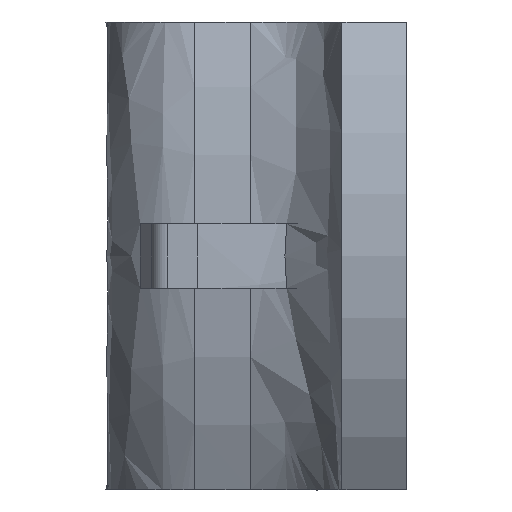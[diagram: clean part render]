
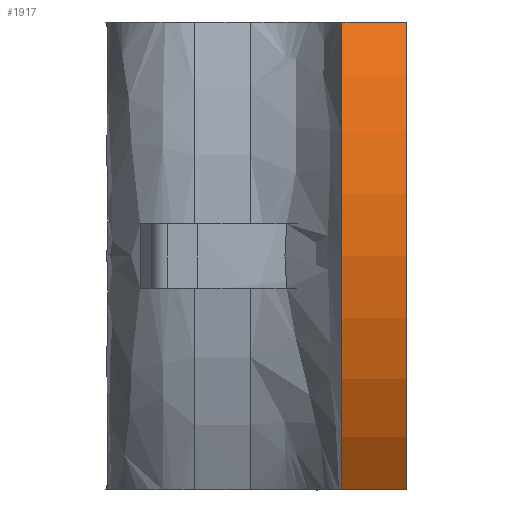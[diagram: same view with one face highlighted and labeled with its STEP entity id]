
A CAD part, left-side view. The second image highlights one B-rep face of the part: STEP entity #1917.
In plain terms, the highlighted cylindrical face has radius 9.525 mm (diameter 19.05 mm), a partial arc.
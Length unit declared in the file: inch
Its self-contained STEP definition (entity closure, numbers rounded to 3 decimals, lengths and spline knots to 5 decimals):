
#21 = ORIENTED_EDGE ( 'NONE', *, *, #740, .T. ) ;
#27 = EDGE_CURVE ( 'NONE', #1220, #1303, #2038, .T. ) ;
#33 = DIRECTION ( 'NONE',  ( 0., -1., 0. ) ) ;
#99 = AXIS2_PLACEMENT_3D ( 'NONE', #1888, #958, #1143 ) ;
#210 = DIRECTION ( 'NONE',  ( 0., -1., 0. ) ) ;
#214 = EDGE_CURVE ( 'NONE', #1551, #1303, #2321, .T. ) ;
#272 = LINE ( 'NONE', #1090, #1013 ) ;
#365 = AXIS2_PLACEMENT_3D ( 'NONE', #1666, #33, #1449 ) ;
#514 = ORIENTED_EDGE ( 'NONE', *, *, #1873, .F. ) ;
#590 = DIRECTION ( 'NONE',  ( 0., -1., 0. ) ) ;
#666 = CARTESIAN_POINT ( 'NONE',  ( -1.08591, 0.06, -0.219 ) ) ;
#689 = CARTESIAN_POINT ( 'NONE',  ( -1.08591, 0.06, 0.219 ) ) ;
#740 = EDGE_CURVE ( 'NONE', #1220, #1722, #272, .T. ) ;
#939 = CARTESIAN_POINT ( 'NONE',  ( -1.08591, 0., -0.219 ) ) ;
#958 = DIRECTION ( 'NONE',  ( 0., 1., 0. ) ) ;
#1013 = VECTOR ( 'NONE', #210, 39.37008 ) ;
#1090 = CARTESIAN_POINT ( 'NONE',  ( -1.08591, 0.281, -0.219 ) ) ;
#1139 = ORIENTED_EDGE ( 'NONE', *, *, #27, .F. ) ;
#1142 = ORIENTED_EDGE ( 'NONE', *, *, #214, .T. ) ;
#1143 = DIRECTION ( 'NONE',  ( 0., 0., -1. ) ) ;
#1212 = CIRCLE ( 'NONE', #365, 0.375 ) ;
#1220 = VERTEX_POINT ( 'NONE', #666 ) ;
#1303 = VERTEX_POINT ( 'NONE', #689 ) ;
#1370 = DIRECTION ( 'NONE',  ( 0., 1., 0. ) ) ;
#1449 = DIRECTION ( 'NONE',  ( 0., 0., -1. ) ) ;
#1481 = CARTESIAN_POINT ( 'NONE',  ( -0.7815, 0.281, 0. ) ) ;
#1530 = VECTOR ( 'NONE', #1370, 39.37008 ) ;
#1540 = EDGE_LOOP ( 'NONE', ( #514, #1142, #1139, #21 ) ) ;
#1551 = VERTEX_POINT ( 'NONE', #2346 ) ;
#1666 = CARTESIAN_POINT ( 'NONE',  ( -0.7815, 0., 0. ) ) ;
#1668 = AXIS2_PLACEMENT_3D ( 'NONE', #1481, #590, #2054 ) ;
#1706 = FACE_OUTER_BOUND ( 'NONE', #1540, .T. ) ;
#1722 = VERTEX_POINT ( 'NONE', #939 ) ;
#1873 = EDGE_CURVE ( 'NONE', #1551, #1722, #1212, .T. ) ;
#1888 = CARTESIAN_POINT ( 'NONE',  ( -0.7815, 0.06, 0. ) ) ;
#1917 = ADVANCED_FACE ( 'NONE', ( #1706 ), #2282, .T. ) ;
#2038 = CIRCLE ( 'NONE', #99, 0.375 ) ;
#2054 = DIRECTION ( 'NONE',  ( 0., 0., -1. ) ) ;
#2282 = CYLINDRICAL_SURFACE ( 'NONE', #1668, 0.375 ) ;
#2301 = CARTESIAN_POINT ( 'NONE',  ( -1.08591, 0.281, 0.219 ) ) ;
#2321 = LINE ( 'NONE', #2301, #1530 ) ;
#2346 = CARTESIAN_POINT ( 'NONE',  ( -1.08591, 0., 0.219 ) ) ;
